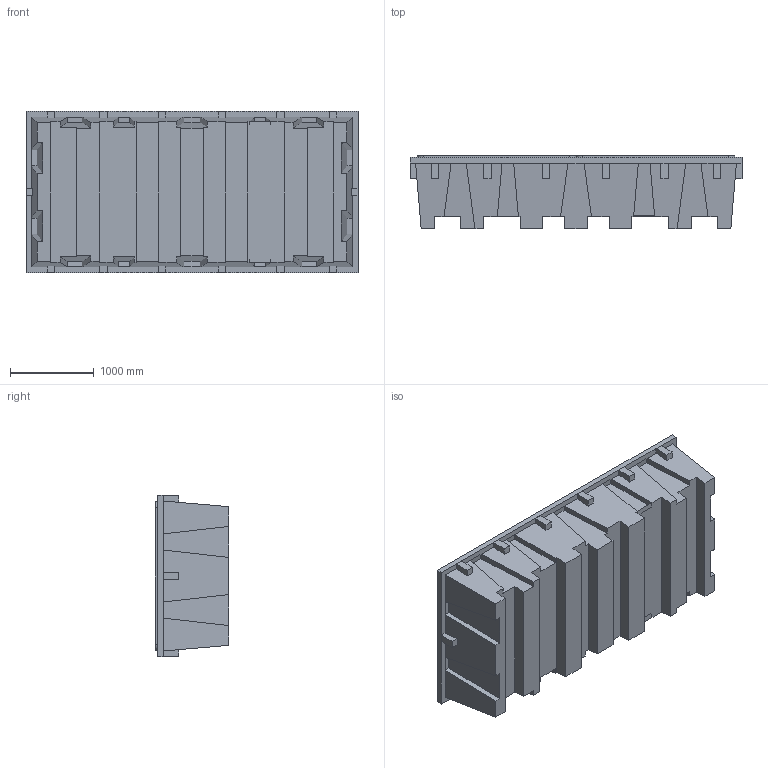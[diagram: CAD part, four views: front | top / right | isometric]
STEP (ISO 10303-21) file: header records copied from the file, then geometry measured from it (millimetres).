
FILE_DESCRIPTION(('FreeCAD Model'),'2;1');
FILE_NAME('Open CASCADE Shape Model','2025-05-05T10:59:42',('FreeCAD'),( 'FreeCAD'),'Open CASCADE STEP processor 7.6','FreeCAD','Unknown');
FILE_SCHEMA(('AUTOMOTIVE_DESIGN { 1 0 10303 214 1 1 1 1 }'));
Length unit declared in the file: millimetre
Products named in the file (1): Open CASCADE STEP translator 7.6 1
Bounding box: 3961.4 x 879.49 x 1921.57 mm (x, y, z)
Volume: 1621286836.4 mm3; surface area: 52929324.6 mm2
Topology: 17 solids, 17 shells, 661 faces, 1820 edges, 1196 vertices
Faces by surface type: bspline 661
Entity records: 27484 total; most frequent: CARTESIAN_POINT 15913, ORIENTED_EDGE 3640, EDGE_CURVE 1820, FACE_BOUND 1504, EDGE_LOOP 1504, VERTEX_POINT 1196, B_SPLINE_CURVE_WITH_KNOTS 964, ADVANCED_FACE 661
